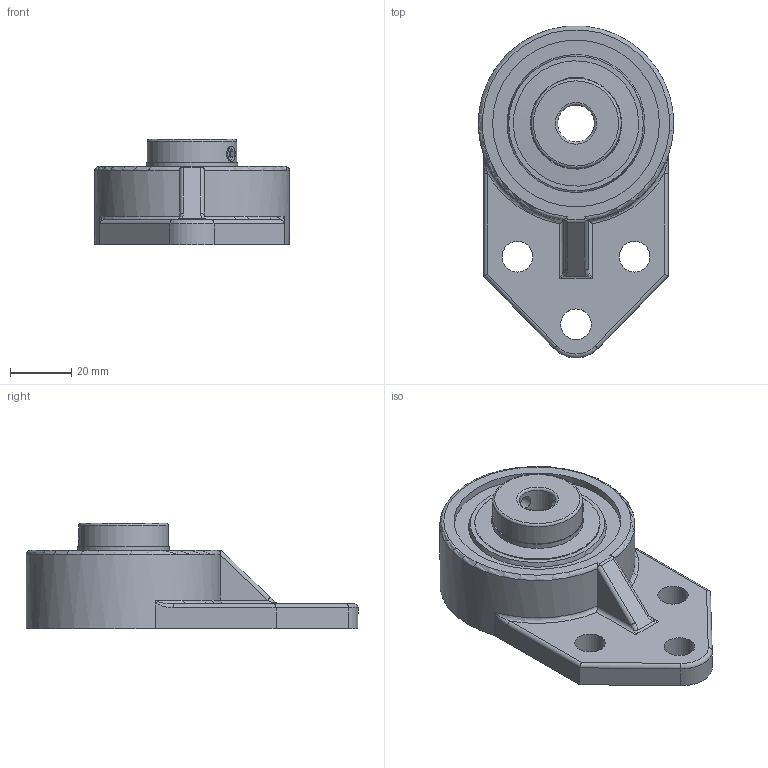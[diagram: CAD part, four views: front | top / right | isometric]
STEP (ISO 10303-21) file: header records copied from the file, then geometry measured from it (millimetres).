
FILE_DESCRIPTION(/* description */ ('Alibre Inc.'),/* implementation_level */ '2;1');
FILE_NAME(/* name */ 'export-AFB5FB39-DB82-45DD-A303-E11705F6DA06',/* time_stamp */ '2020-05-29T10:32:49-07:00',/* author */ (''),/* organization */ (''),/* preprocessor_version */ 'ST-DEVELOPER v17',/* originating_system */ 'Alibre',/* authorisation */ '');
FILE_SCHEMA (('CONFIG_CONTROL_DESIGN'));
Length unit declared in the file: inch
Bounding box: 63.49 x 108 x 34.2 mm (x, y, z)
Volume: 76128.8 mm3; surface area: 33274.7 mm2
Topology: 15 solids, 15 shells, 136 faces, 329 edges, 200 vertices
Faces by surface type: cylinder 46, plane 45, torus 15, sphere 14, bspline 10, cone 6
Full cylindrical faces by diameter (mm): 4.917 x4, 10 x3, 12 x1, 29.21 x4, 29.718 x2, 40 x2, 40.792 x2, 50.801 x1, 54.25 x1
Entity records: 5365 total; most frequent: CARTESIAN_POINT 2211, DIRECTION 469, ORIENTED_EDGE 442, EDGE_CURVE 221, AXIS2_PLACEMENT_3D 220, FACE_BOUND 166, VERTEX_POINT 159, EDGE_LOOP 158
